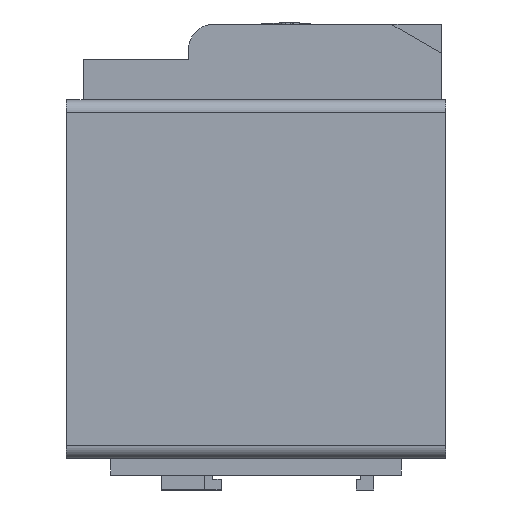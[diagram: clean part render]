
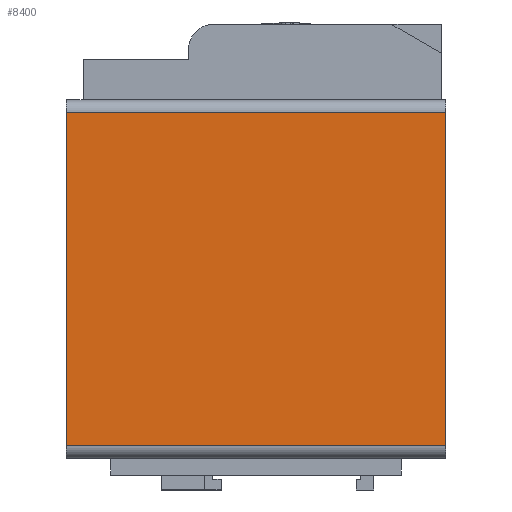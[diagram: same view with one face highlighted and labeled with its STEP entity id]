
A CAD part, left-side view. The second image highlights one B-rep face of the part: STEP entity #8400.
In plain terms, the highlighted planar face has unit normal (-1, 0, 0).
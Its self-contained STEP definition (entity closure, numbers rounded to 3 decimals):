
#1892 = AXIS2_PLACEMENT_3D ( 'NONE', #9235, #9309, #9059 ) ;
#4742 = FACE_OUTER_BOUND ( 'NONE', #5353, .T. ) ;
#5353 = EDGE_LOOP ( 'NONE', ( #11397, #11404, #11410, #11434 ) ) ;
#6940 = CARTESIAN_POINT ( 'NONE',  ( 0., -37.75, 7. ) ) ;
#6944 = CARTESIAN_POINT ( 'NONE',  ( 0., -37.75, 86. ) ) ;
#7857 = CARTESIAN_POINT ( 'NONE',  ( 0., 52.25, 7. ) ) ;
#7888 = CARTESIAN_POINT ( 'NONE',  ( 0., 52.25, 86. ) ) ;
#8400 = ADVANCED_FACE ( 'NONE', ( #4742 ), #9237, .T. ) ;
#9059 = DIRECTION ( 'NONE',  ( 0., 0., 1. ) ) ;
#9235 = CARTESIAN_POINT ( 'NONE',  ( 0., -37.75, 7. ) ) ;
#9237 = PLANE ( 'NONE',  #1892 ) ;
#9309 = DIRECTION ( 'NONE',  ( -1., 0., 0. ) ) ;
#10177 = LINE ( 'NONE', #11804, #10182 ) ;
#10182 = VECTOR ( 'NONE', #11792, 1000. ) ;
#10183 = LINE ( 'NONE', #11799, #10185 ) ;
#10185 = VECTOR ( 'NONE', #11806, 1000. ) ;
#10186 = LINE ( 'NONE', #11779, #10188 ) ;
#10188 = VECTOR ( 'NONE', #11787, 1000. ) ;
#10204 = LINE ( 'NONE', #12382, #10262 ) ;
#10262 = VECTOR ( 'NONE', #12370, 1000. ) ;
#11397 = ORIENTED_EDGE ( 'NONE', *, *, #14213, .T. ) ;
#11404 = ORIENTED_EDGE ( 'NONE', *, *, #14180, .F. ) ;
#11410 = ORIENTED_EDGE ( 'NONE', *, *, #14184, .F. ) ;
#11434 = ORIENTED_EDGE ( 'NONE', *, *, #14182, .T. ) ;
#11779 = CARTESIAN_POINT ( 'NONE',  ( 0., -37.75, 7. ) ) ;
#11787 = DIRECTION ( 'NONE',  ( 0., 1., 0. ) ) ;
#11792 = DIRECTION ( 'NONE',  ( 0., 0., 1. ) ) ;
#11799 = CARTESIAN_POINT ( 'NONE',  ( 0., -37.75, 7. ) ) ;
#11804 = CARTESIAN_POINT ( 'NONE',  ( 0., 52.25, 7. ) ) ;
#11806 = DIRECTION ( 'NONE',  ( 0., 0., 1. ) ) ;
#12370 = DIRECTION ( 'NONE',  ( 0., 1., 0. ) ) ;
#12382 = CARTESIAN_POINT ( 'NONE',  ( 0., -37.75, 86. ) ) ;
#13707 = VERTEX_POINT ( 'NONE', #7888 ) ;
#13730 = VERTEX_POINT ( 'NONE', #7857 ) ;
#14180 = EDGE_CURVE ( 'NONE', #13730, #13707, #10177, .T. ) ;
#14182 = EDGE_CURVE ( 'NONE', #17935, #17933, #10183, .T. ) ;
#14184 = EDGE_CURVE ( 'NONE', #17935, #13730, #10186, .T. ) ;
#14213 = EDGE_CURVE ( 'NONE', #17933, #13707, #10204, .T. ) ;
#17933 = VERTEX_POINT ( 'NONE', #6944 ) ;
#17935 = VERTEX_POINT ( 'NONE', #6940 ) ;
